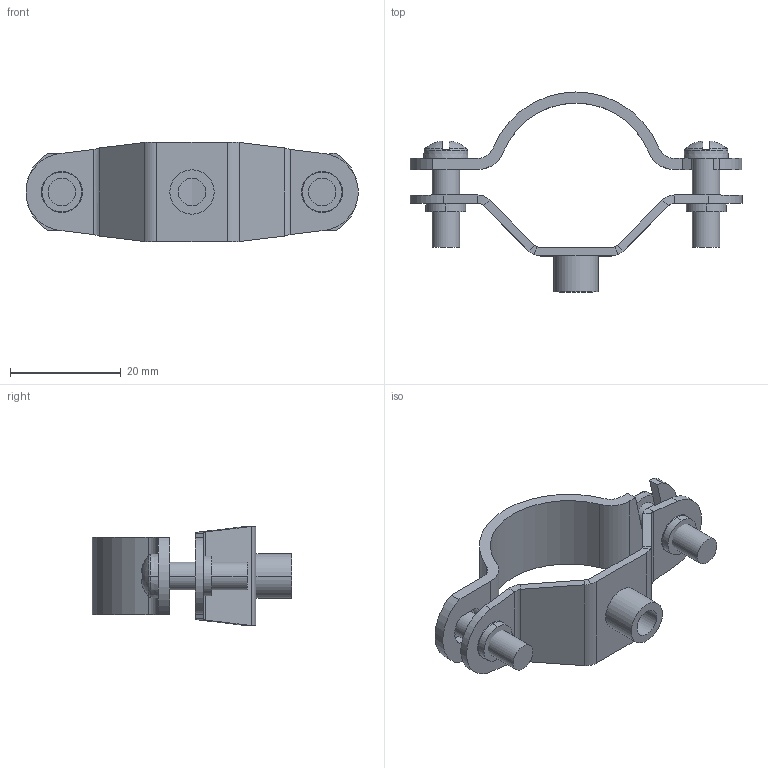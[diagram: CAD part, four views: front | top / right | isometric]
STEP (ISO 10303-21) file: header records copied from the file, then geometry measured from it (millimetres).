
FILE_DESCRIPTION (( 'STEP AP214' ), '1' );
FILE_NAME ('1383213.stp', '2019-06-05T13:22:49', ( '' ), ( '' ), 'SwSTEP 2.0', 'SolidWorks 2018', '' );
FILE_SCHEMA (( 'AUTOMOTIVE_DESIGN' ));
Length unit declared in the file: millimetre
Products named in the file (4): 1383213; EM460-21-01_Standard; EM631-01-01_Standard; BW001_M5 x 16
Assembly tree (4 placements, depth 2):
  1383213
    EM460-21-01_Standard
    EM631-01-01_Standard
    BW001_M5 x 16  x2
Bounding box: 59.95 x 36.1 x 18 mm (x, y, z)
Volume: 4329.4 mm3; surface area: 5619.5 mm2
Topology: 4 solids, 4 shells, 155 faces, 372 edges, 226 vertices
Faces by surface type: plane 82, cylinder 37, cone 16, torus 8, bspline 8, sphere 4
Entity records: 3738 total; most frequent: CARTESIAN_POINT 881, DIRECTION 590, ORIENTED_EDGE 556, EDGE_CURVE 278, AXIS2_PLACEMENT_3D 224, VERTEX_POINT 171, LINE 142, VECTOR 142
